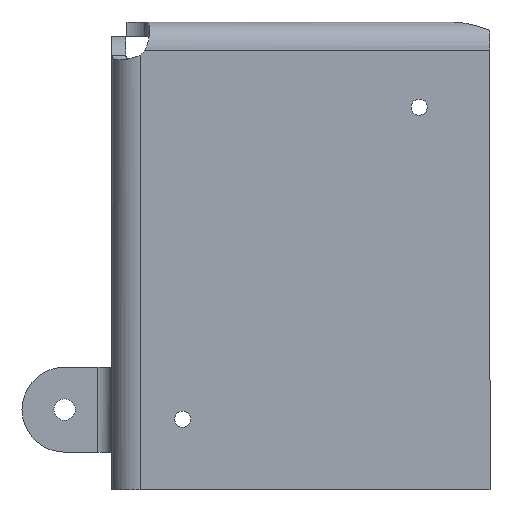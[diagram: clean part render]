
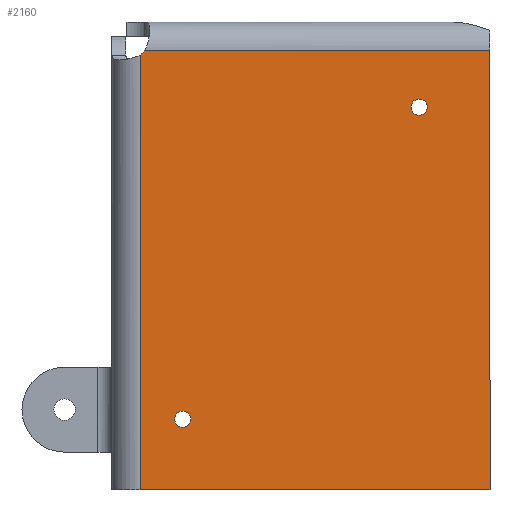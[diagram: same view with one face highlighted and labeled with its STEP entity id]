
A CAD part, left-side view. The second image highlights one B-rep face of the part: STEP entity #2160.
In plain terms, the highlighted planar face has unit normal (-1, 0, 0).
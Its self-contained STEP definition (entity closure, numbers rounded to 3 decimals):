
#1038 = EDGE_CURVE('',#1039,#1041,#1043,.T.);
#1039 = VERTEX_POINT('',#1040);
#1040 = CARTESIAN_POINT('',(0.,74.,0.));
#1041 = VERTEX_POINT('',#1042);
#1042 = CARTESIAN_POINT('',(0.,74.,92.));
#1043 = LINE('',#1044,#1045);
#1044 = CARTESIAN_POINT('',(0.,74.,92.));
#1045 = VECTOR('',#1046,1.);
#1046 = DIRECTION('',(0.,0.,1.));
#2160 = ADVANCED_FACE('',(#2161,#2195,#2206),#2217,.F.);
#2161 = FACE_BOUND('',#2162,.F.);
#2162 = EDGE_LOOP('',(#2163,#2172,#2180,#2188,#2194));
#2163 = ORIENTED_EDGE('',*,*,#2164,.F.);
#2164 = EDGE_CURVE('',#2165,#1041,#2167,.T.);
#2165 = VERTEX_POINT('',#2166);
#2166 = CARTESIAN_POINT('',(0.,73.,93.));
#2167 = CIRCLE('',#2168,5.);
#2168 = AXIS2_PLACEMENT_3D('',#2169,#2170,#2171);
#2169 = CARTESIAN_POINT('',(0.,77.,96.));
#2170 = DIRECTION('',(1.,0.,0.));
#2171 = DIRECTION('',(0.,1.,0.));
#2172 = ORIENTED_EDGE('',*,*,#2173,.T.);
#2173 = EDGE_CURVE('',#2165,#2174,#2176,.T.);
#2174 = VERTEX_POINT('',#2175);
#2175 = CARTESIAN_POINT('',(0.,0.,93.));
#2176 = LINE('',#2177,#2178);
#2177 = CARTESIAN_POINT('',(0.,0.,93.));
#2178 = VECTOR('',#2179,1.);
#2179 = DIRECTION('',(0.,-1.,0.));
#2180 = ORIENTED_EDGE('',*,*,#2181,.T.);
#2181 = EDGE_CURVE('',#2174,#2182,#2184,.T.);
#2182 = VERTEX_POINT('',#2183);
#2183 = CARTESIAN_POINT('',(0.,0.,0.));
#2184 = LINE('',#2185,#2186);
#2185 = CARTESIAN_POINT('',(0.,0.,96.));
#2186 = VECTOR('',#2187,1.);
#2187 = DIRECTION('',(0.,0.,-1.));
#2188 = ORIENTED_EDGE('',*,*,#2189,.T.);
#2189 = EDGE_CURVE('',#2182,#1039,#2190,.T.);
#2190 = LINE('',#2191,#2192);
#2191 = CARTESIAN_POINT('',(0.,77.,0.));
#2192 = VECTOR('',#2193,1.);
#2193 = DIRECTION('',(0.,1.,0.));
#2194 = ORIENTED_EDGE('',*,*,#1038,.T.);
#2195 = FACE_BOUND('',#2196,.F.);
#2196 = EDGE_LOOP('',(#2197));
#2197 = ORIENTED_EDGE('',*,*,#2198,.F.);
#2198 = EDGE_CURVE('',#2199,#2199,#2201,.T.);
#2199 = VERTEX_POINT('',#2200);
#2200 = CARTESIAN_POINT('',(0.,66.7,15.));
#2201 = CIRCLE('',#2202,1.7);
#2202 = AXIS2_PLACEMENT_3D('',#2203,#2204,#2205);
#2203 = CARTESIAN_POINT('',(0.,65.,15.));
#2204 = DIRECTION('',(1.,0.,0.));
#2205 = DIRECTION('',(0.,1.,0.));
#2206 = FACE_BOUND('',#2207,.F.);
#2207 = EDGE_LOOP('',(#2208));
#2208 = ORIENTED_EDGE('',*,*,#2209,.F.);
#2209 = EDGE_CURVE('',#2210,#2210,#2212,.T.);
#2210 = VERTEX_POINT('',#2211);
#2211 = CARTESIAN_POINT('',(0.,16.7,81.));
#2212 = CIRCLE('',#2213,1.7);
#2213 = AXIS2_PLACEMENT_3D('',#2214,#2215,#2216);
#2214 = CARTESIAN_POINT('',(0.,15.,81.));
#2215 = DIRECTION('',(1.,0.,0.));
#2216 = DIRECTION('',(0.,1.,0.));
#2217 = PLANE('',#2218);
#2218 = AXIS2_PLACEMENT_3D('',#2219,#2220,#2221);
#2219 = CARTESIAN_POINT('',(0.,101.427,69.037));
#2220 = DIRECTION('',(1.,0.,0.));
#2221 = DIRECTION('',(0.,1.,0.));
